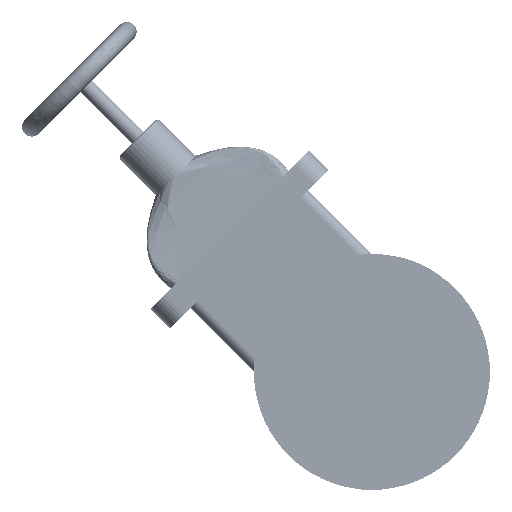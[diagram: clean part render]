
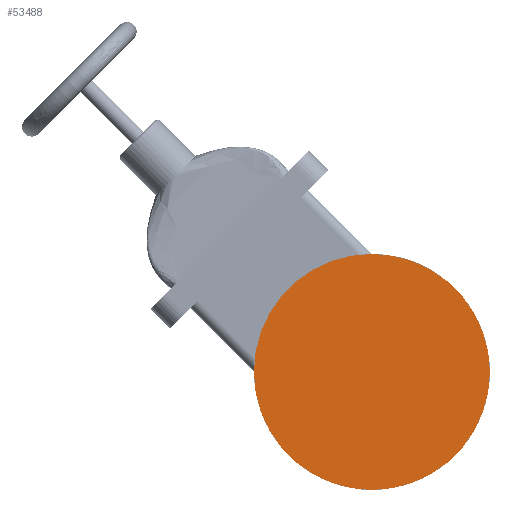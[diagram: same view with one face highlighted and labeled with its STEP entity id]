
A CAD part, front view. The second image highlights one B-rep face of the part: STEP entity #53488.
In plain terms, the highlighted planar face has unit normal (0, -1, 0).
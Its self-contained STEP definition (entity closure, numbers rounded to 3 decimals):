
#1503 = DIRECTION ( 'NONE',  ( 0., 0., -1. ) ) ;
#7477 = CARTESIAN_POINT ( 'NONE',  ( 0., -72., 0. ) ) ;
#10369 = DIRECTION ( 'NONE',  ( 0., -1., 0. ) ) ;
#11028 = CIRCLE ( 'NONE', #51550, 170. ) ;
#11650 = CARTESIAN_POINT ( 'NONE',  ( -170., -72., 0. ) ) ;
#32403 = EDGE_CURVE ( 'NONE', #100537, #124688, #57905, .T. ) ;
#34217 = CARTESIAN_POINT ( 'NONE',  ( 0., -72., -170. ) ) ;
#40956 = AXIS2_PLACEMENT_3D ( 'NONE', #11650, #10369, #1503 ) ;
#43148 = ORIENTED_EDGE ( 'NONE', *, *, #32403, .F. ) ;
#46164 = CARTESIAN_POINT ( 'NONE',  ( 0., -72., 170. ) ) ;
#47055 = CARTESIAN_POINT ( 'NONE',  ( 0., -72., 0. ) ) ;
#51550 = AXIS2_PLACEMENT_3D ( 'NONE', #7477, #64621, #84897 ) ;
#53488 = ADVANCED_FACE ( 'NONE', ( #89722 ), #58022, .T. ) ;
#55478 = EDGE_CURVE ( 'NONE', #124688, #100537, #11028, .T. ) ;
#57905 = CIRCLE ( 'NONE', #112693, 170. ) ;
#58022 = PLANE ( 'NONE',  #40956 ) ;
#64621 = DIRECTION ( 'NONE',  ( 0., 1., 0. ) ) ;
#75011 = DIRECTION ( 'NONE',  ( 0., 0., 1. ) ) ;
#84897 = DIRECTION ( 'NONE',  ( 0., 0., 1. ) ) ;
#86394 = DIRECTION ( 'NONE',  ( 0., 1., 0. ) ) ;
#89722 = FACE_OUTER_BOUND ( 'NONE', #102976, .T. ) ;
#97341 = ORIENTED_EDGE ( 'NONE', *, *, #55478, .F. ) ;
#100537 = VERTEX_POINT ( 'NONE', #34217 ) ;
#102976 = EDGE_LOOP ( 'NONE', ( #97341, #43148 ) ) ;
#112693 = AXIS2_PLACEMENT_3D ( 'NONE', #47055, #86394, #75011 ) ;
#124688 = VERTEX_POINT ( 'NONE', #46164 ) ;
